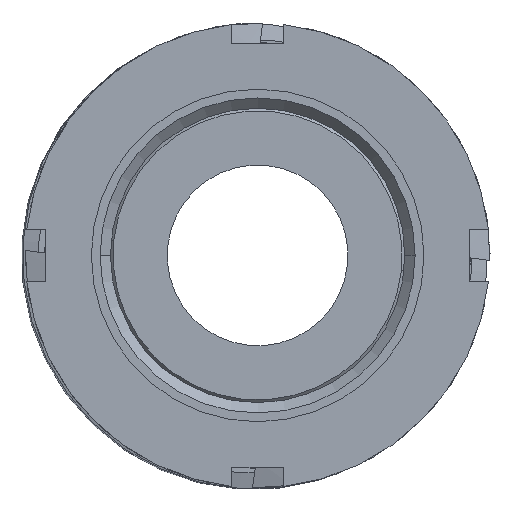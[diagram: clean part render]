
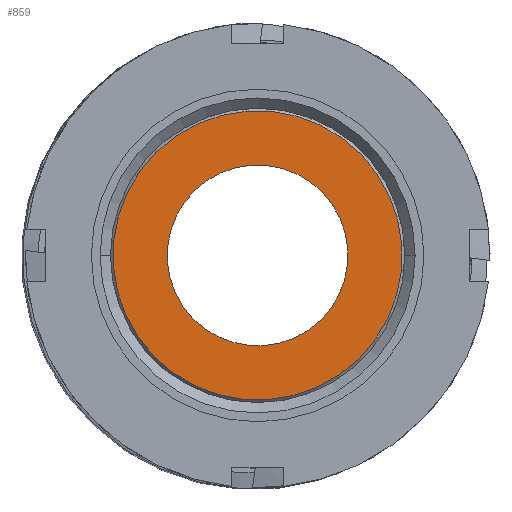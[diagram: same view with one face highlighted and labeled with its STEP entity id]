
A CAD part, front view. The second image highlights one B-rep face of the part: STEP entity #859.
In plain terms, the highlighted planar face has unit normal (0, -1, 0).
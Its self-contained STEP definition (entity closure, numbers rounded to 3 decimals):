
#63 = VERTEX_POINT ( 'NONE', #3511 ) ;
#321 = ORIENTED_EDGE ( 'NONE', *, *, #2274, .T. ) ;
#430 = FACE_OUTER_BOUND ( 'NONE', #2898, .T. ) ;
#509 = CARTESIAN_POINT ( 'NONE',  ( -14., 3.568, 0. ) ) ;
#550 = CIRCLE ( 'NONE', #2940, 14. ) ;
#656 = EDGE_CURVE ( 'NONE', #2852, #3031, #2572, .T. ) ;
#682 = CIRCLE ( 'NONE', #3453, 8.75 ) ;
#767 = CARTESIAN_POINT ( 'NONE',  ( 0., 3.568, 0. ) ) ;
#859 = ADVANCED_FACE ( 'NONE', ( #430, #3181 ), #3270, .F. ) ;
#917 = CIRCLE ( 'NONE', #2380, 8.75 ) ;
#1101 = AXIS2_PLACEMENT_3D ( 'NONE', #3253, #3581, #1286 ) ;
#1186 = ORIENTED_EDGE ( 'NONE', *, *, #1579, .F. ) ;
#1202 = CARTESIAN_POINT ( 'NONE',  ( 0., 3.568, 0. ) ) ;
#1286 = DIRECTION ( 'NONE',  ( -1., 0., 0. ) ) ;
#1579 = EDGE_CURVE ( 'NONE', #3031, #2852, #550, .T. ) ;
#1698 = EDGE_CURVE ( 'NONE', #63, #4160, #682, .T. ) ;
#1759 = DIRECTION ( 'NONE',  ( 0., 1., 0. ) ) ;
#1976 = CARTESIAN_POINT ( 'NONE',  ( 0., 3.568, 0. ) ) ;
#2124 = EDGE_LOOP ( 'NONE', ( #3940, #321 ) ) ;
#2274 = EDGE_CURVE ( 'NONE', #4160, #63, #917, .T. ) ;
#2380 = AXIS2_PLACEMENT_3D ( 'NONE', #1976, #2643, #3358 ) ;
#2563 = DIRECTION ( 'NONE',  ( -1., 0., 0. ) ) ;
#2572 = CIRCLE ( 'NONE', #3280, 14. ) ;
#2636 = DIRECTION ( 'NONE',  ( -1., 0., 0. ) ) ;
#2643 = DIRECTION ( 'NONE',  ( 0., 1., 0. ) ) ;
#2852 = VERTEX_POINT ( 'NONE', #509 ) ;
#2898 = EDGE_LOOP ( 'NONE', ( #3353, #1186 ) ) ;
#2940 = AXIS2_PLACEMENT_3D ( 'NONE', #1202, #3904, #2563 ) ;
#3031 = VERTEX_POINT ( 'NONE', #3832 ) ;
#3181 = FACE_BOUND ( 'NONE', #2124, .T. ) ;
#3211 = CARTESIAN_POINT ( 'NONE',  ( 0., 3.568, 0. ) ) ;
#3253 = CARTESIAN_POINT ( 'NONE',  ( 8.75, 3.568, 0. ) ) ;
#3270 = PLANE ( 'NONE',  #1101 ) ;
#3280 = AXIS2_PLACEMENT_3D ( 'NONE', #767, #1759, #3703 ) ;
#3284 = DIRECTION ( 'NONE',  ( 0., 1., 0. ) ) ;
#3353 = ORIENTED_EDGE ( 'NONE', *, *, #656, .F. ) ;
#3358 = DIRECTION ( 'NONE',  ( -1., 0., 0. ) ) ;
#3453 = AXIS2_PLACEMENT_3D ( 'NONE', #3211, #3284, #2636 ) ;
#3511 = CARTESIAN_POINT ( 'NONE',  ( -8.75, 3.568, 0. ) ) ;
#3581 = DIRECTION ( 'NONE',  ( 0., 1., 0. ) ) ;
#3621 = CARTESIAN_POINT ( 'NONE',  ( 8.75, 3.568, 0. ) ) ;
#3703 = DIRECTION ( 'NONE',  ( -1., 0., 0. ) ) ;
#3832 = CARTESIAN_POINT ( 'NONE',  ( 14., 3.568, 0. ) ) ;
#3904 = DIRECTION ( 'NONE',  ( 0., 1., 0. ) ) ;
#3940 = ORIENTED_EDGE ( 'NONE', *, *, #1698, .T. ) ;
#4160 = VERTEX_POINT ( 'NONE', #3621 ) ;
